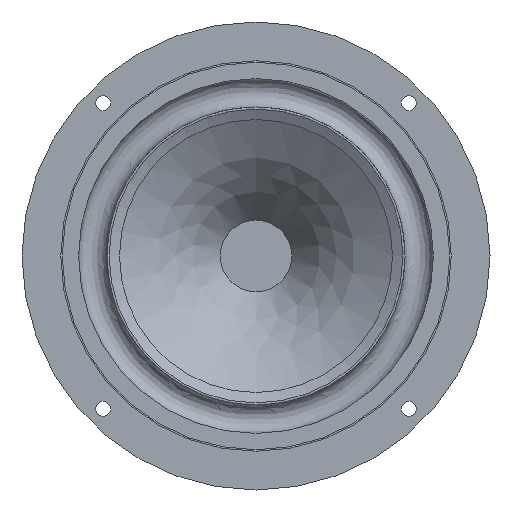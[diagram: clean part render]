
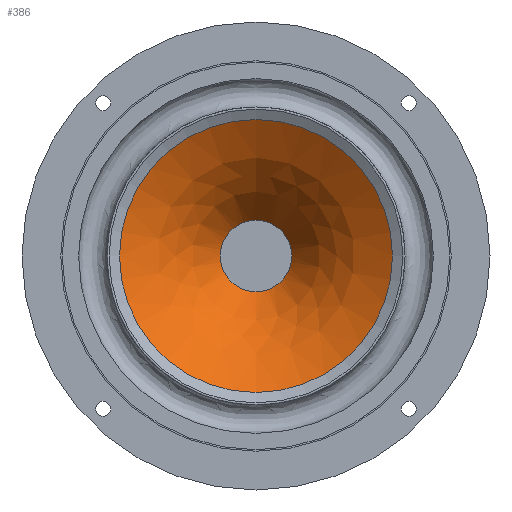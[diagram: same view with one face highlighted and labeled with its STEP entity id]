
A CAD part, front view. The second image highlights one B-rep face of the part: STEP entity #386.
In plain terms, the highlighted face is a revolution surface.
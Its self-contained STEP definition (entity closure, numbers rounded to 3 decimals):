
#217 = CONICAL_SURFACE('',#218,45.793,0.522);
#218 = AXIS2_PLACEMENT_3D('',#219,#220,#221);
#219 = CARTESIAN_POINT('',(0.,-2.738,
    0.));
#220 = DIRECTION('',(0.,1.,0.));
#221 = DIRECTION('',(0.,0.,1.));
#274 = VERTEX_POINT('',#275);
#275 = CARTESIAN_POINT('',(0.,-2.304,
    46.042));
#296 = EDGE_CURVE('',#274,#274,#297,.T.);
#297 = SURFACE_CURVE('',#298,(#303,#310),.PCURVE_S1.);
#298 = CIRCLE('',#299,46.042);
#299 = AXIS2_PLACEMENT_3D('',#300,#301,#302);
#300 = CARTESIAN_POINT('',(0.,-2.304,
    0.));
#301 = DIRECTION('',(0.,1.,0.));
#302 = DIRECTION('',(0.,0.,1.));
#303 = PCURVE('',#217,#304);
#304 = DEFINITIONAL_REPRESENTATION('',(#305),#309);
#305 = LINE('',#306,#307);
#306 = CARTESIAN_POINT('',(0.,0.433));
#307 = VECTOR('',#308,1.);
#308 = DIRECTION('',(1.,0.));
#309 = ( GEOMETRIC_REPRESENTATION_CONTEXT(2) 
PARAMETRIC_REPRESENTATION_CONTEXT() REPRESENTATION_CONTEXT('2D SPACE',''
  ) );
#310 = PCURVE('',#311,#320);
#311 = SURFACE_OF_REVOLUTION('',#312,#317);
#312 = CIRCLE('',#313,100.);
#313 = AXIS2_PLACEMENT_3D('',#314,#315,#316);
#314 = CARTESIAN_POINT('',(0.,84.361,
    95.934));
#315 = DIRECTION('',(1.,0.,0.));
#316 = DIRECTION('',(0.,1.,0.));
#317 = AXIS1_PLACEMENT('',#318,#319);
#318 = CARTESIAN_POINT('',(0.,0.,0.));
#319 = DIRECTION('',(0.,1.,0.));
#320 = DEFINITIONAL_REPRESENTATION('',(#321),#325);
#321 = LINE('',#322,#323);
#322 = CARTESIAN_POINT('',(0.,3.664));
#323 = VECTOR('',#324,1.);
#324 = DIRECTION('',(1.,0.));
#325 = ( GEOMETRIC_REPRESENTATION_CONTEXT(2) 
PARAMETRIC_REPRESENTATION_CONTEXT() REPRESENTATION_CONTEXT('2D SPACE',''
  ) );
#386 = ADVANCED_FACE('',(#387),#311,.F.);
#387 = FACE_BOUND('',#388,.F.);
#388 = EDGE_LOOP('',(#389,#390,#414,#445));
#389 = ORIENTED_EDGE('',*,*,#296,.T.);
#390 = ORIENTED_EDGE('',*,*,#391,.T.);
#391 = EDGE_CURVE('',#274,#392,#394,.T.);
#392 = VERTEX_POINT('',#393);
#393 = CARTESIAN_POINT('',(0.,30.,12.));
#394 = SEAM_CURVE('',#395,(#400,#407),.PCURVE_S1.);
#395 = CIRCLE('',#396,100.);
#396 = AXIS2_PLACEMENT_3D('',#397,#398,#399);
#397 = CARTESIAN_POINT('',(0.,84.361,
    95.934));
#398 = DIRECTION('',(1.,0.,0.));
#399 = DIRECTION('',(0.,1.,0.));
#400 = PCURVE('',#311,#401);
#401 = DEFINITIONAL_REPRESENTATION('',(#402),#406);
#402 = LINE('',#403,#404);
#403 = CARTESIAN_POINT('',(0.,0.));
#404 = VECTOR('',#405,1.);
#405 = DIRECTION('',(0.,1.));
#406 = ( GEOMETRIC_REPRESENTATION_CONTEXT(2) 
PARAMETRIC_REPRESENTATION_CONTEXT() REPRESENTATION_CONTEXT('2D SPACE',''
  ) );
#407 = PCURVE('',#311,#408);
#408 = DEFINITIONAL_REPRESENTATION('',(#409),#413);
#409 = LINE('',#410,#411);
#410 = CARTESIAN_POINT('',(6.283,0.));
#411 = VECTOR('',#412,1.);
#412 = DIRECTION('',(0.,1.));
#413 = ( GEOMETRIC_REPRESENTATION_CONTEXT(2) 
PARAMETRIC_REPRESENTATION_CONTEXT() REPRESENTATION_CONTEXT('2D SPACE',''
  ) );
#414 = ORIENTED_EDGE('',*,*,#415,.F.);
#415 = EDGE_CURVE('',#392,#392,#416,.T.);
#416 = SURFACE_CURVE('',#417,(#422,#429),.PCURVE_S1.);
#417 = CIRCLE('',#418,12.);
#418 = AXIS2_PLACEMENT_3D('',#419,#420,#421);
#419 = CARTESIAN_POINT('',(0.,30.,0.)
  );
#420 = DIRECTION('',(0.,1.,0.));
#421 = DIRECTION('',(0.,0.,1.));
#422 = PCURVE('',#311,#423);
#423 = DEFINITIONAL_REPRESENTATION('',(#424),#428);
#424 = LINE('',#425,#426);
#425 = CARTESIAN_POINT('',(0.,4.138));
#426 = VECTOR('',#427,1.);
#427 = DIRECTION('',(1.,0.));
#428 = ( GEOMETRIC_REPRESENTATION_CONTEXT(2) 
PARAMETRIC_REPRESENTATION_CONTEXT() REPRESENTATION_CONTEXT('2D SPACE',''
  ) );
#429 = PCURVE('',#430,#439);
#430 = SURFACE_OF_REVOLUTION('',#431,#436);
#431 = CIRCLE('',#432,32.042);
#432 = AXIS2_PLACEMENT_3D('',#433,#434,#435);
#433 = CARTESIAN_POINT('',(0.,30.,-20.042));
#434 = DIRECTION('',(1.,0.,0.));
#435 = DIRECTION('',(0.,1.,0.));
#436 = AXIS1_PLACEMENT('',#437,#438);
#437 = CARTESIAN_POINT('',(0.,0.,0.));
#438 = DIRECTION('',(0.,1.,0.));
#439 = DEFINITIONAL_REPRESENTATION('',(#440),#444);
#440 = LINE('',#441,#442);
#441 = CARTESIAN_POINT('',(0.,1.571));
#442 = VECTOR('',#443,1.);
#443 = DIRECTION('',(1.,0.));
#444 = ( GEOMETRIC_REPRESENTATION_CONTEXT(2) 
PARAMETRIC_REPRESENTATION_CONTEXT() REPRESENTATION_CONTEXT('2D SPACE',''
  ) );
#445 = ORIENTED_EDGE('',*,*,#391,.F.);
